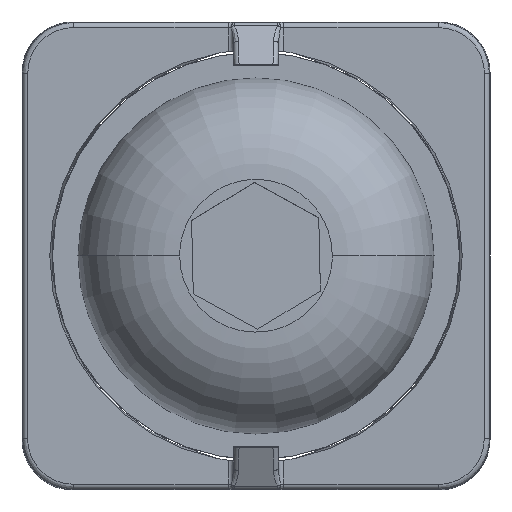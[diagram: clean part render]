
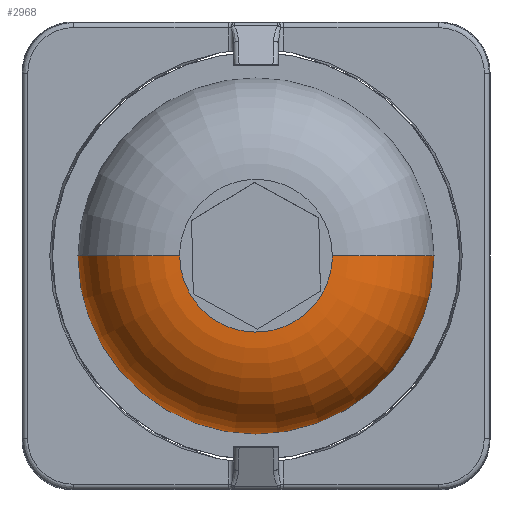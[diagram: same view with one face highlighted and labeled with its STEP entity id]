
A CAD part, top view. The second image highlights one B-rep face of the part: STEP entity #2968.
In plain terms, the highlighted toroidal (fillet/blend) face has major radius 3 mm and minor radius 4.001 mm.
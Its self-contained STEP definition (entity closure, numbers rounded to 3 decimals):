
#14 = CARTESIAN_POINT ( 'NONE',  ( -2.999, -0.068, 6. ) ) ;
#91 = ORIENTED_EDGE ( 'NONE', *, *, #4775, .F. ) ;
#182 = CARTESIAN_POINT ( 'NONE',  ( 2.783, -1.119, 6. ) ) ;
#185 = B_SPLINE_CURVE_WITH_KNOTS ( 'NONE', 3,
 ( #5791, #5733, #2899, #14 ),
 .UNSPECIFIED., .F., .F.,
 ( 4, 4 ),
 ( 0.993, 1. ),
 .UNSPECIFIED. ) ;
#202 = CARTESIAN_POINT ( 'NONE',  ( -2.995, -0.257, 6. ) ) ;
#277 = CARTESIAN_POINT ( 'NONE',  ( -3., 0., 1.999 ) ) ;
#653 = CARTESIAN_POINT ( 'NONE',  ( -2.776, -1.137, 6. ) ) ;
#684 = CARTESIAN_POINT ( 'NONE',  ( 2.646, -1.422, 6. ) ) ;
#705 = CARTESIAN_POINT ( 'NONE',  ( 0.503, -2.968, 6. ) ) ;
#765 = CARTESIAN_POINT ( 'NONE',  ( -7., 0., 1.9 ) ) ;
#805 = CIRCLE ( 'NONE', #3992, 7. ) ;
#1092 = CARTESIAN_POINT ( 'NONE',  ( 1.51, -2.625, 6. ) ) ;
#1134 = CARTESIAN_POINT ( 'NONE',  ( 2.723, -1.262, 6. ) ) ;
#1150 = CARTESIAN_POINT ( 'NONE',  ( 2.931, -0.745, 6. ) ) ;
#1167 = CARTESIAN_POINT ( 'NONE',  ( 1.041, -2.814, 6. ) ) ;
#1341 = ORIENTED_EDGE ( 'NONE', *, *, #1391, .F. ) ;
#1391 = EDGE_CURVE ( 'NONE', #3330, #1879, #185, .T. ) ;
#1592 = CARTESIAN_POINT ( 'NONE',  ( -1.113, -2.786, 6. ) ) ;
#1626 = CARTESIAN_POINT ( 'NONE',  ( -2.827, -1.007, 6. ) ) ;
#1646 = CARTESIAN_POINT ( 'NONE',  ( 3., -0.379, 6. ) ) ;
#1660 = FACE_OUTER_BOUND ( 'NONE', #4583, .T. ) ;
#1673 = CARTESIAN_POINT ( 'NONE',  ( -1.937, -2.3, 6. ) ) ;
#1879 = VERTEX_POINT ( 'NONE', #4369 ) ;
#1983 = DIRECTION ( 'NONE',  ( 0., 0., -1. ) ) ;
#2077 = CARTESIAN_POINT ( 'NONE',  ( -2.381, -1.871, 6. ) ) ;
#2138 = CARTESIAN_POINT ( 'NONE',  ( -1.699, -2.488, 6. ) ) ;
#2411 = ORIENTED_EDGE ( 'NONE', *, *, #4850, .F. ) ;
#2489 = AXIS2_PLACEMENT_3D ( 'NONE', #4228, #1983, #4838 ) ;
#2552 = CARTESIAN_POINT ( 'NONE',  ( 3., 0., 6. ) ) ;
#2576 = CARTESIAN_POINT ( 'NONE',  ( -1.392, -2.661, 6. ) ) ;
#2591 = CARTESIAN_POINT ( 'NONE',  ( -1.231, -2.737, 6. ) ) ;
#2607 = CARTESIAN_POINT ( 'NONE',  ( 7., 0., 1.9 ) ) ;
#2844 = ORIENTED_EDGE ( 'NONE', *, *, #3848, .F. ) ;
#2899 = CARTESIAN_POINT ( 'NONE',  ( -3., -0.045, 6. ) ) ;
#2927 = DIRECTION ( 'NONE',  ( 0., 1., 0. ) ) ;
#2968 = ADVANCED_FACE ( 'NONE', ( #1660 ), #4894, .T. ) ;
#3034 = DIRECTION ( 'NONE',  ( 0., 1., 0. ) ) ;
#3052 = CARTESIAN_POINT ( 'NONE',  ( 0., 0., 1.9 ) ) ;
#3065 = DIRECTION ( 'NONE',  ( 0., 0., -1. ) ) ;
#3095 = CARTESIAN_POINT ( 'NONE',  ( -2.999, -0.068, 6. ) ) ;
#3113 = EDGE_CURVE ( 'NONE', #3330, #5437, #4141, .T. ) ;
#3114 = CARTESIAN_POINT ( 'NONE',  ( -0.345, -3.004, 6. ) ) ;
#3124 = AXIS2_PLACEMENT_3D ( 'NONE', #277, #5993, #4559 ) ;
#3138 = VERTEX_POINT ( 'NONE', #4603 ) ;
#3330 = VERTEX_POINT ( 'NONE', #4655 ) ;
#3414 = DIRECTION ( 'NONE',  ( -1., 0., 0. ) ) ;
#3459 = CARTESIAN_POINT ( 'NONE',  ( 3., 0., 6. ) ) ;
#3507 = CARTESIAN_POINT ( 'NONE',  ( 0.819, -2.889, 6. ) ) ;
#3548 = CARTESIAN_POINT ( 'NONE',  ( -2.607, -1.54, 6. ) ) ;
#3581 = EDGE_CURVE ( 'NONE', #5509, #3855, #5117, .T. ) ;
#3586 = CARTESIAN_POINT ( 'NONE',  ( -2.963, -0.536, 6. ) ) ;
#3848 = EDGE_CURVE ( 'NONE', #1879, #5509, #4245, .T. ) ;
#3855 = VERTEX_POINT ( 'NONE', #2607 ) ;
#3911 = AXIS2_PLACEMENT_3D ( 'NONE', #3052, #4969, #3034 ) ;
#3922 = ORIENTED_EDGE ( 'NONE', *, *, #3581, .F. ) ;
#3982 = CARTESIAN_POINT ( 'NONE',  ( 1.105, -2.789, 6. ) ) ;
#3992 = AXIS2_PLACEMENT_3D ( 'NONE', #6129, #3065, #5533 ) ;
#4010 = CARTESIAN_POINT ( 'NONE',  ( -2.802, -1.073, 6. ) ) ;
#4028 = CARTESIAN_POINT ( 'NONE',  ( 2.469, -1.727, 6. ) ) ;
#4041 = CARTESIAN_POINT ( 'NONE',  ( -1.161, -2.767, 6. ) ) ;
#4059 = CIRCLE ( 'NONE', #3911, 7. ) ;
#4069 = CARTESIAN_POINT ( 'NONE',  ( 0.975, -2.838, 6. ) ) ;
#4141 = CIRCLE ( 'NONE', #3124, 4.001 ) ;
#4228 = CARTESIAN_POINT ( 'NONE',  ( 0., 0., 1.999 ) ) ;
#4245 = B_SPLINE_CURVE_WITH_KNOTS ( 'NONE', 3,
 ( #3095, #202, #3586, #6005, #1626, #4010, #5519, #653, #3548, #2077, #1673, #2138, #2576, #2591, #4041, #1592, #4555, #4504, #3114, #5470, #705, #3507, #4069, #1167, #5973, #3982, #1092, #4534, #5011, #4028, #684, #1134, #4951, #5440, #182, #1150, #1646, #2552 ),
 .UNSPECIFIED., .F., .F.,
 ( 4, 1, 1, 1, 2, 2, 2, 1, 1, 1, 2, 2, 2, 1, 1, 1, 2, 2, 2, 1, 1, 1, 2, 2, 4 ),
 ( 0., 0.062, 0.094, 0.109, 0.117, 0.125, 0.25, 0.312, 0.344, 0.359, 0.367, 0.375, 0.5, 0.562, 0.594, 0.609, 0.617, 0.625, 0.75, 0.812, 0.844, 0.859, 0.867, 0.875, 1. ),
 .UNSPECIFIED. ) ;
#4369 = CARTESIAN_POINT ( 'NONE',  ( -2.999, -0.068, 6. ) ) ;
#4504 = CARTESIAN_POINT ( 'NONE',  ( -0.711, -2.939, 6. ) ) ;
#4534 = CARTESIAN_POINT ( 'NONE',  ( 1.844, -2.402, 6. ) ) ;
#4555 = CARTESIAN_POINT ( 'NONE',  ( -1.088, -2.796, 6. ) ) ;
#4559 = DIRECTION ( 'NONE',  ( 0., 0., -1. ) ) ;
#4583 = EDGE_LOOP ( 'NONE', ( #3922, #2844, #1341, #5186, #2411, #91 ) ) ;
#4603 = CARTESIAN_POINT ( 'NONE',  ( 0., -7., 1.9 ) ) ;
#4655 = CARTESIAN_POINT ( 'NONE',  ( -3., 0., 6. ) ) ;
#4676 = AXIS2_PLACEMENT_3D ( 'NONE', #5820, #2927, #3414 ) ;
#4775 = EDGE_CURVE ( 'NONE', #3855, #3138, #4059, .T. ) ;
#4838 = DIRECTION ( 'NONE',  ( -1., 0., 0. ) ) ;
#4850 = EDGE_CURVE ( 'NONE', #3138, #5437, #805, .T. ) ;
#4894 = TOROIDAL_SURFACE ( 'NONE', #2489, 3., 4.001 ) ;
#4951 = CARTESIAN_POINT ( 'NONE',  ( 2.753, -1.192, 6. ) ) ;
#4969 = DIRECTION ( 'NONE',  ( 0., 0., -1. ) ) ;
#5011 = CARTESIAN_POINT ( 'NONE',  ( 2.278, -1.963, 6. ) ) ;
#5117 = CIRCLE ( 'NONE', #4676, 4.001 ) ;
#5186 = ORIENTED_EDGE ( 'NONE', *, *, #3113, .T. ) ;
#5437 = VERTEX_POINT ( 'NONE', #765 ) ;
#5440 = CARTESIAN_POINT ( 'NONE',  ( 2.773, -1.145, 6. ) ) ;
#5470 = CARTESIAN_POINT ( 'NONE',  ( 0.224, -2.998, 6. ) ) ;
#5509 = VERTEX_POINT ( 'NONE', #3459 ) ;
#5519 = CARTESIAN_POINT ( 'NONE',  ( -2.785, -1.117, 6. ) ) ;
#5533 = DIRECTION ( 'NONE',  ( 0., 1., 0. ) ) ;
#5733 = CARTESIAN_POINT ( 'NONE',  ( -3., -0.023, 6. ) ) ;
#5791 = CARTESIAN_POINT ( 'NONE',  ( -3., 0., 6. ) ) ;
#5820 = CARTESIAN_POINT ( 'NONE',  ( 3., 0., 1.999 ) ) ;
#5973 = CARTESIAN_POINT ( 'NONE',  ( 1.085, -2.797, 6. ) ) ;
#5993 = DIRECTION ( 'NONE',  ( 0., -1., 0. ) ) ;
#6005 = CARTESIAN_POINT ( 'NONE',  ( -2.88, -0.851, 6. ) ) ;
#6129 = CARTESIAN_POINT ( 'NONE',  ( 0., 0., 1.9 ) ) ;
